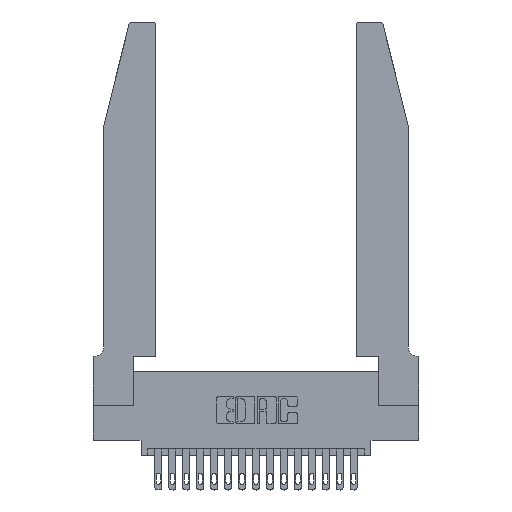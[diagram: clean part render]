
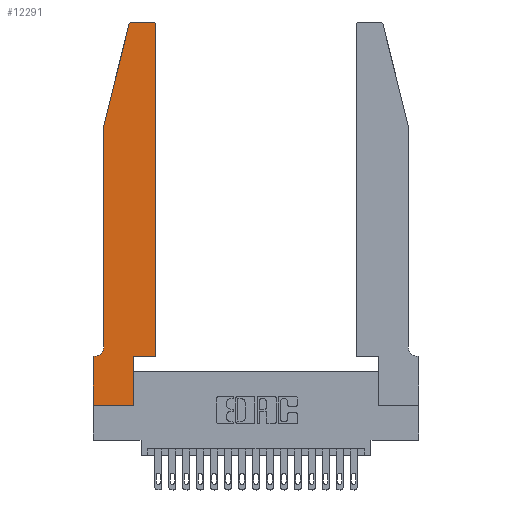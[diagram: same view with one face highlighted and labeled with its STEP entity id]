
A CAD part, top view. The second image highlights one B-rep face of the part: STEP entity #12291.
In plain terms, the highlighted planar face has unit normal (0, 0, 1).
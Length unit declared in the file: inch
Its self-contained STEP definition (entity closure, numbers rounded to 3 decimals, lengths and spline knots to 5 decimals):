
#218 = DIRECTION ( 'NONE',  ( 0., 0., 1. ) ) ;
#285 = PLANE ( 'NONE',  #3210 ) ;
#541 = ORIENTED_EDGE ( 'NONE', *, *, #8686, .T. ) ;
#558 = VECTOR ( 'NONE', #1335, 39.37008 ) ;
#634 = CARTESIAN_POINT ( 'NONE',  ( 0.4205, 2.72, 0.37 ) ) ;
#694 = EDGE_CURVE ( 'NONE', #9123, #5499, #9187, .T. ) ;
#869 = VERTEX_POINT ( 'NONE', #11619 ) ;
#891 = ORIENTED_EDGE ( 'NONE', *, *, #13009, .T. ) ;
#1036 = EDGE_CURVE ( 'NONE', #4420, #15064, #13315, .T. ) ;
#1081 = CARTESIAN_POINT ( 'NONE',  ( 0.284, 2.75, 0.37 ) ) ;
#1257 = ORIENTED_EDGE ( 'NONE', *, *, #19932, .T. ) ;
#1309 = CARTESIAN_POINT ( 'NONE',  ( 0.4505, 2.72, 0.37 ) ) ;
#1317 = VECTOR ( 'NONE', #9235, 39.37008 ) ;
#1335 = DIRECTION ( 'NONE',  ( -0.239, -0.971, 0. ) ) ;
#1781 = DIRECTION ( 'NONE',  ( 1., 0., 0. ) ) ;
#2012 = CARTESIAN_POINT ( 'NONE',  ( 0.25487, 2.72718, 0.37 ) ) ;
#2191 = LINE ( 'NONE', #6551, #5133 ) ;
#2394 = LINE ( 'NONE', #2904, #15599 ) ;
#2904 = CARTESIAN_POINT ( 'NONE',  ( 0.0755, 2., 0.37 ) ) ;
#3061 = VERTEX_POINT ( 'NONE', #12639 ) ;
#3069 = LINE ( 'NONE', #9889, #10878 ) ;
#3104 = EDGE_LOOP ( 'NONE', ( #18418, #16854, #16528, #17476, #891, #11955, #12118, #16616, #541, #1257, #19885, #11929 ) ) ;
#3210 = AXIS2_PLACEMENT_3D ( 'NONE', #15948, #218, #1781 ) ;
#3885 = CARTESIAN_POINT ( 'NONE',  ( 0.2605, 2.75, 0.37 ) ) ;
#3925 = CIRCLE ( 'NONE', #11749, 0.03 ) ;
#4275 = VERTEX_POINT ( 'NONE', #14107 ) ;
#4420 = VERTEX_POINT ( 'NONE', #7637 ) ;
#4541 = AXIS2_PLACEMENT_3D ( 'NONE', #6109, #13976, #4680 ) ;
#4680 = DIRECTION ( 'NONE',  ( -1., 0., 0. ) ) ;
#4708 = VERTEX_POINT ( 'NONE', #13645 ) ;
#4789 = VECTOR ( 'NONE', #19416, 39.37008 ) ;
#5133 = VECTOR ( 'NONE', #15996, 39.37008 ) ;
#5176 = CARTESIAN_POINT ( 'NONE',  ( 0.0755, 0.42, 0.37 ) ) ;
#5326 = VERTEX_POINT ( 'NONE', #8811 ) ;
#5499 = VERTEX_POINT ( 'NONE', #1081 ) ;
#6020 = EDGE_CURVE ( 'NONE', #10925, #3061, #9984, .T. ) ;
#6109 = CARTESIAN_POINT ( 'NONE',  ( 0.0055, 0.42, 0.37 ) ) ;
#6122 = CIRCLE ( 'NONE', #12516, 0.03 ) ;
#6551 = CARTESIAN_POINT ( 'NONE',  ( 0.4505, 0.35, 0.37 ) ) ;
#7637 = CARTESIAN_POINT ( 'NONE',  ( 0.4505, 0.35, 0.37 ) ) ;
#7780 = VECTOR ( 'NONE', #14861, 39.37008 ) ;
#7806 = CARTESIAN_POINT ( 'NONE',  ( 0., 0.35, 0.37 ) ) ;
#7863 = LINE ( 'NONE', #17212, #15674 ) ;
#8070 = CARTESIAN_POINT ( 'NONE',  ( 0.284, 2.72, 0.37 ) ) ;
#8304 = LINE ( 'NONE', #9173, #15120 ) ;
#8577 = DIRECTION ( 'NONE',  ( 0., 0., 1. ) ) ;
#8686 = EDGE_CURVE ( 'NONE', #4275, #4708, #8304, .T. ) ;
#8811 = CARTESIAN_POINT ( 'NONE',  ( 0.0755, 2., 0.37 ) ) ;
#9123 = VERTEX_POINT ( 'NONE', #15017 ) ;
#9173 = CARTESIAN_POINT ( 'NONE',  ( 0.2865, 0.35, 0.37 ) ) ;
#9187 = LINE ( 'NONE', #3885, #4789 ) ;
#9235 = DIRECTION ( 'NONE',  ( 0., 1., 0. ) ) ;
#9267 = EDGE_CURVE ( 'NONE', #5326, #12553, #2394, .T. ) ;
#9889 = CARTESIAN_POINT ( 'NONE',  ( 0., 0., 0.37 ) ) ;
#9984 = LINE ( 'NONE', #19524, #7780 ) ;
#10191 = VERTEX_POINT ( 'NONE', #2012 ) ;
#10689 = EDGE_CURVE ( 'NONE', #3061, #4275, #3069, .T. ) ;
#10878 = VECTOR ( 'NONE', #13415, 39.37008 ) ;
#10925 = VERTEX_POINT ( 'NONE', #7806 ) ;
#11619 = CARTESIAN_POINT ( 'NONE',  ( 0.0055, 0.35, 0.37 ) ) ;
#11749 = AXIS2_PLACEMENT_3D ( 'NONE', #8070, #18729, #17299 ) ;
#11929 = ORIENTED_EDGE ( 'NONE', *, *, #17094, .T. ) ;
#11955 = ORIENTED_EDGE ( 'NONE', *, *, #16551, .T. ) ;
#12118 = ORIENTED_EDGE ( 'NONE', *, *, #6020, .T. ) ;
#12291 = ADVANCED_FACE ( 'NONE', ( #13068 ), #285, .T. ) ;
#12516 = AXIS2_PLACEMENT_3D ( 'NONE', #634, #8577, #17917 ) ;
#12553 = VERTEX_POINT ( 'NONE', #5176 ) ;
#12639 = CARTESIAN_POINT ( 'NONE',  ( 0., 0., 0.37 ) ) ;
#13009 = EDGE_CURVE ( 'NONE', #12553, #869, #18895, .T. ) ;
#13068 = FACE_OUTER_BOUND ( 'NONE', #3104, .T. ) ;
#13315 = LINE ( 'NONE', #15369, #1317 ) ;
#13415 = DIRECTION ( 'NONE',  ( 1., 0., 0. ) ) ;
#13645 = CARTESIAN_POINT ( 'NONE',  ( 0.2865, 0.35, 0.37 ) ) ;
#13976 = DIRECTION ( 'NONE',  ( 0., 0., -1. ) ) ;
#14107 = CARTESIAN_POINT ( 'NONE',  ( 0.2865, 0., 0.37 ) ) ;
#14861 = DIRECTION ( 'NONE',  ( 0., -1., 0. ) ) ;
#15017 = CARTESIAN_POINT ( 'NONE',  ( 0.4205, 2.75, 0.37 ) ) ;
#15064 = VERTEX_POINT ( 'NONE', #1309 ) ;
#15120 = VECTOR ( 'NONE', #20223, 39.37008 ) ;
#15364 = DIRECTION ( 'NONE',  ( -1., 0., 0. ) ) ;
#15369 = CARTESIAN_POINT ( 'NONE',  ( 0.4505, 0.35, 0.37 ) ) ;
#15599 = VECTOR ( 'NONE', #16984, 39.37008 ) ;
#15674 = VECTOR ( 'NONE', #15364, 39.37008 ) ;
#15948 = CARTESIAN_POINT ( 'NONE',  ( 0., 0.35, 0.37 ) ) ;
#15996 = DIRECTION ( 'NONE',  ( 1., 0., 0. ) ) ;
#16528 = ORIENTED_EDGE ( 'NONE', *, *, #18044, .T. ) ;
#16551 = EDGE_CURVE ( 'NONE', #869, #10925, #7863, .T. ) ;
#16616 = ORIENTED_EDGE ( 'NONE', *, *, #10689, .T. ) ;
#16854 = ORIENTED_EDGE ( 'NONE', *, *, #19709, .T. ) ;
#16984 = DIRECTION ( 'NONE',  ( 0., -1., 0. ) ) ;
#17094 = EDGE_CURVE ( 'NONE', #15064, #9123, #6122, .T. ) ;
#17212 = CARTESIAN_POINT ( 'NONE',  ( 0.0755, 0.35, 0.37 ) ) ;
#17299 = DIRECTION ( 'NONE',  ( 1., 0., 0. ) ) ;
#17476 = ORIENTED_EDGE ( 'NONE', *, *, #9267, .T. ) ;
#17917 = DIRECTION ( 'NONE',  ( 1., 0., 0. ) ) ;
#18044 = EDGE_CURVE ( 'NONE', #10191, #5326, #18169, .T. ) ;
#18169 = LINE ( 'NONE', #19992, #558 ) ;
#18418 = ORIENTED_EDGE ( 'NONE', *, *, #694, .T. ) ;
#18729 = DIRECTION ( 'NONE',  ( 0., 0., 1. ) ) ;
#18895 = CIRCLE ( 'NONE', #4541, 0.07 ) ;
#19416 = DIRECTION ( 'NONE',  ( -1., 0., 0. ) ) ;
#19524 = CARTESIAN_POINT ( 'NONE',  ( 0., 0., 0.37 ) ) ;
#19709 = EDGE_CURVE ( 'NONE', #5499, #10191, #3925, .T. ) ;
#19885 = ORIENTED_EDGE ( 'NONE', *, *, #1036, .T. ) ;
#19932 = EDGE_CURVE ( 'NONE', #4708, #4420, #2191, .T. ) ;
#19992 = CARTESIAN_POINT ( 'NONE',  ( 0.0755, 2., 0.37 ) ) ;
#20223 = DIRECTION ( 'NONE',  ( 0., 1., 0. ) ) ;
